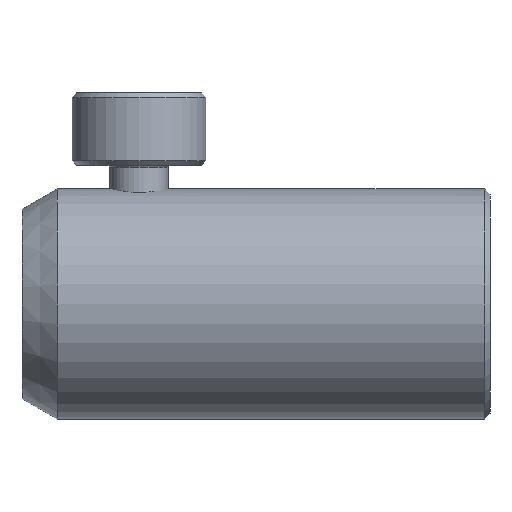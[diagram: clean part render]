
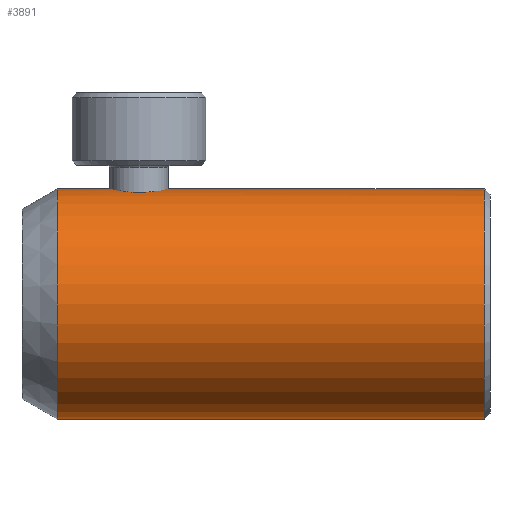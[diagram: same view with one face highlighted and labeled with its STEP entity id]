
A CAD part, left-side view. The second image highlights one B-rep face of the part: STEP entity #3891.
In plain terms, the highlighted cylindrical face has radius 12.5 mm (diameter 25 mm), a partial arc.
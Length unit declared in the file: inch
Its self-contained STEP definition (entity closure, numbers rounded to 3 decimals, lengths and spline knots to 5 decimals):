
#3249 = EDGE_LOOP ( 'NONE', ( #21808, #3794, #21876, #21875, #21821, #21816 ) ) ;
#3794 = ORIENTED_EDGE ( 'NONE', *, *, #7866, .T. ) ;
#3891 = ADVANCED_FACE ( 'NONE', ( #20921 ), #20930, .T. ) ;
#5118 = CIRCLE ( 'NONE', #21399, 0.49213 ) ;
#5126 = LINE ( 'NONE', #17711, #5131 ) ;
#5131 = VECTOR ( 'NONE', #17716, 39.37008 ) ;
#5139 = LINE ( 'NONE', #17749, #5142 ) ;
#5142 = VECTOR ( 'NONE', #17744, 39.37008 ) ;
#5158 = CIRCLE ( 'NONE', #21419, 0.49213 ) ;
#6915 = AXIS2_PLACEMENT_3D ( 'NONE', #16954, #16955, #16964 ) ;
#7839 = EDGE_CURVE ( 'NONE', #12719, #12720, #5118, .T. ) ;
#7844 = EDGE_CURVE ( 'NONE', #20502, #12730, #5126, .T. ) ;
#7852 = EDGE_CURVE ( 'NONE', #12746, #12719, #5139, .T. ) ;
#7866 = EDGE_CURVE ( 'NONE', #20502, #12746, #5158, .T. ) ;
#9773 = B_SPLINE_CURVE_WITH_KNOTS ( 'NONE', 3,
 ( #15471, #15470, #15484, #15485, #15486, #15487, #15488, #15489, #15490, #15491, #15492, #15493, #15494, #15495, #15496, #15497, #15498, #15499, #15500, #15501, #15502, #15503, #15504, #15505 ),
 .UNSPECIFIED., .F., .F.,
 ( 4, 2, 2, 2, 2, 2, 2, 2, 2, 2, 2, 4 ),
 ( 0., 0.06248, 0.12496, 0.18744, 0.21868, 0.24992, 0.31241, 0.32803, 0.34365, 0.37489, 0.43737, 0.49985 ),
 .UNSPECIFIED. ) ;
#10523 = CARTESIAN_POINT ( 'NONE',  ( 0., -0.975, -0.49213 ) ) ;
#10524 = CARTESIAN_POINT ( 'NONE',  ( 0., -0.975, 0.49213 ) ) ;
#10529 = CARTESIAN_POINT ( 'NONE',  ( 0., 0.38158, 0.49213 ) ) ;
#10534 = CARTESIAN_POINT ( 'NONE',  ( 0., 0.61842, 0.49213 ) ) ;
#10550 = CARTESIAN_POINT ( 'NONE',  ( 0., 0.85, -0.49213 ) ) ;
#12719 = VERTEX_POINT ( 'NONE', #10523 ) ;
#12720 = VERTEX_POINT ( 'NONE', #10524 ) ;
#12725 = VERTEX_POINT ( 'NONE', #10529 ) ;
#12730 = VERTEX_POINT ( 'NONE', #10534 ) ;
#12746 = VERTEX_POINT ( 'NONE', #10550 ) ;
#14702 = CARTESIAN_POINT ( 'NONE',  ( 0., 0.85, 0.49213 ) ) ;
#14822 = EDGE_CURVE ( 'NONE', #12725, #12720, #18559, .T. ) ;
#14824 = EDGE_CURVE ( 'NONE', #12725, #12730, #9773, .T. ) ;
#15468 = CARTESIAN_POINT ( 'NONE',  ( 0., 1., 0.49213 ) ) ;
#15469 = DIRECTION ( 'NONE',  ( 0., -1., 0. ) ) ;
#15470 = CARTESIAN_POINT ( 'NONE',  ( -0.01639, 0.3816, 0.49213 ) ) ;
#15471 = CARTESIAN_POINT ( 'NONE',  ( 0., 0.38158, 0.49213 ) ) ;
#15484 = CARTESIAN_POINT ( 'NONE',  ( -0.03236, 0.38466, 0.49131 ) ) ;
#15485 = CARTESIAN_POINT ( 'NONE',  ( -0.06333, 0.39687, 0.48828 ) ) ;
#15486 = CARTESIAN_POINT ( 'NONE',  ( -0.07672, 0.40535, 0.48625 ) ) ;
#15487 = CARTESIAN_POINT ( 'NONE',  ( -0.09984, 0.42726, 0.48204 ) ) ;
#15488 = CARTESIAN_POINT ( 'NONE',  ( -0.10878, 0.44004, 0.48 ) ) ;
#15489 = CARTESIAN_POINT ( 'NONE',  ( -0.11834, 0.46192, 0.4777 ) ) ;
#15490 = CARTESIAN_POINT ( 'NONE',  ( -0.12077, 0.46943, 0.47708 ) ) ;
#15491 = CARTESIAN_POINT ( 'NONE',  ( -0.12398, 0.48454, 0.47626 ) ) ;
#15492 = CARTESIAN_POINT ( 'NONE',  ( -0.12478, 0.4922, 0.47604 ) ) ;
#15493 = CARTESIAN_POINT ( 'NONE',  ( -0.1248, 0.51548, 0.47604 ) ) ;
#15494 = CARTESIAN_POINT ( 'NONE',  ( -0.12161, 0.53055, 0.47691 ) ) ;
#15495 = CARTESIAN_POINT ( 'NONE',  ( -0.11355, 0.549, 0.47885 ) ) ;
#15496 = CARTESIAN_POINT ( 'NONE',  ( -0.11182, 0.5525, 0.47926 ) ) ;
#15497 = CARTESIAN_POINT ( 'NONE',  ( -0.10799, 0.55934, 0.48014 ) ) ;
#15498 = CARTESIAN_POINT ( 'NONE',  ( -0.10592, 0.56265, 0.4806 ) ) ;
#15499 = CARTESIAN_POINT ( 'NONE',  ( -0.09921, 0.57224, 0.48204 ) ) ;
#15500 = CARTESIAN_POINT ( 'NONE',  ( -0.09409, 0.57818, 0.48308 ) ) ;
#15501 = CARTESIAN_POINT ( 'NONE',  ( -0.07675, 0.59465, 0.48625 ) ) ;
#15502 = CARTESIAN_POINT ( 'NONE',  ( -0.06332, 0.60313, 0.48828 ) ) ;
#15503 = CARTESIAN_POINT ( 'NONE',  ( -0.03243, 0.61532, 0.4913 ) ) ;
#15504 = CARTESIAN_POINT ( 'NONE',  ( -0.01639, 0.6184, 0.49213 ) ) ;
#15505 = CARTESIAN_POINT ( 'NONE',  ( 0., 0.61842, 0.49213 ) ) ;
#16954 = CARTESIAN_POINT ( 'NONE',  ( 0., 1., 0. ) ) ;
#16955 = DIRECTION ( 'NONE',  ( 0., -1., 0. ) ) ;
#16964 = DIRECTION ( 'NONE',  ( 0., 0., -1. ) ) ;
#17703 = CARTESIAN_POINT ( 'NONE',  ( 0., -0.975, 0. ) ) ;
#17704 = DIRECTION ( 'NONE',  ( 0., 1., 0. ) ) ;
#17705 = DIRECTION ( 'NONE',  ( 0., 0., 1. ) ) ;
#17711 = CARTESIAN_POINT ( 'NONE',  ( 0., 1., 0.49213 ) ) ;
#17716 = DIRECTION ( 'NONE',  ( 0., -1., 0. ) ) ;
#17744 = DIRECTION ( 'NONE',  ( 0., -1., 0. ) ) ;
#17749 = CARTESIAN_POINT ( 'NONE',  ( 0., 1., -0.49213 ) ) ;
#17827 = CARTESIAN_POINT ( 'NONE',  ( 0., 0.85, 0. ) ) ;
#17828 = DIRECTION ( 'NONE',  ( 0., -1., 0. ) ) ;
#17829 = DIRECTION ( 'NONE',  ( 0., 0., 1. ) ) ;
#18559 = LINE ( 'NONE', #15468, #18560 ) ;
#18560 = VECTOR ( 'NONE', #15469, 39.37008 ) ;
#20502 = VERTEX_POINT ( 'NONE', #14702 ) ;
#20921 = FACE_OUTER_BOUND ( 'NONE', #3249, .T. ) ;
#20930 = CYLINDRICAL_SURFACE ( 'NONE', #6915, 0.49213 ) ;
#21399 = AXIS2_PLACEMENT_3D ( 'NONE', #17703, #17704, #17705 ) ;
#21419 = AXIS2_PLACEMENT_3D ( 'NONE', #17827, #17828, #17829 ) ;
#21808 = ORIENTED_EDGE ( 'NONE', *, *, #7844, .F. ) ;
#21816 = ORIENTED_EDGE ( 'NONE', *, *, #14824, .T. ) ;
#21821 = ORIENTED_EDGE ( 'NONE', *, *, #14822, .F. ) ;
#21875 = ORIENTED_EDGE ( 'NONE', *, *, #7839, .T. ) ;
#21876 = ORIENTED_EDGE ( 'NONE', *, *, #7852, .T. ) ;
